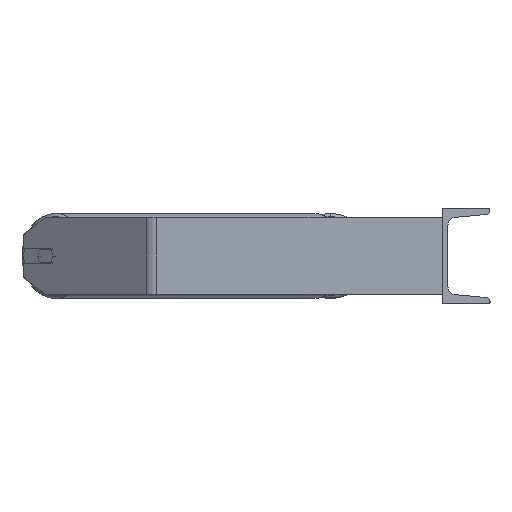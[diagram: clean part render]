
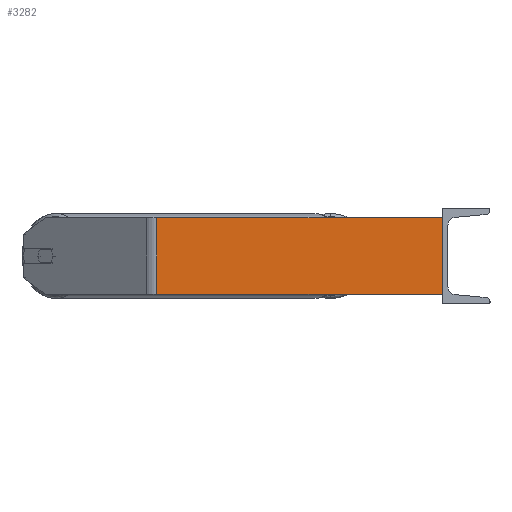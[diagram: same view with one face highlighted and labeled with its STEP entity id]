
A CAD part, left-side view. The second image highlights one B-rep face of the part: STEP entity #3282.
In plain terms, the highlighted planar face has unit normal (-1, 0, 0).
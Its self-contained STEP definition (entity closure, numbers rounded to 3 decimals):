
#26 = CARTESIAN_POINT ( 'NONE',  ( -685., 0., -40. ) ) ;
#316 = LINE ( 'NONE', #3823, #1167 ) ;
#603 = VECTOR ( 'NONE', #6177, 1000. ) ;
#710 = VERTEX_POINT ( 'NONE', #26 ) ;
#799 = DIRECTION ( 'NONE',  ( 0., 0., -1. ) ) ;
#1118 = CARTESIAN_POINT ( 'NONE',  ( -685., 0., 40. ) ) ;
#1167 = VECTOR ( 'NONE', #3087, 1000. ) ;
#1186 = CARTESIAN_POINT ( 'NONE',  ( -685., 304.465, 40. ) ) ;
#1266 = VERTEX_POINT ( 'NONE', #3601 ) ;
#1359 = ORIENTED_EDGE ( 'NONE', *, *, #4376, .F. ) ;
#1484 = EDGE_CURVE ( 'NONE', #7089, #1266, #316, .T. ) ;
#1524 = CARTESIAN_POINT ( 'NONE',  ( -685., 0., 40. ) ) ;
#1721 = DIRECTION ( 'NONE',  ( 0., -1., 0. ) ) ;
#2499 = EDGE_CURVE ( 'NONE', #6251, #710, #2839, .T. ) ;
#2839 = LINE ( 'NONE', #1524, #5386 ) ;
#3087 = DIRECTION ( 'NONE',  ( 0., 0., -1. ) ) ;
#3282 = ADVANCED_FACE ( 'NONE', ( #8958 ), #4089, .F. ) ;
#3412 = CARTESIAN_POINT ( 'NONE',  ( -685., 304.465, -40. ) ) ;
#3499 = DIRECTION ( 'NONE',  ( 0., 1., 0. ) ) ;
#3601 = CARTESIAN_POINT ( 'NONE',  ( -685., 298.642, -40. ) ) ;
#3823 = CARTESIAN_POINT ( 'NONE',  ( -685., 298.642, 40. ) ) ;
#4089 = PLANE ( 'NONE',  #5543 ) ;
#4376 = EDGE_CURVE ( 'NONE', #7089, #6251, #8730, .T. ) ;
#4776 = ORIENTED_EDGE ( 'NONE', *, *, #2499, .F. ) ;
#5386 = VECTOR ( 'NONE', #799, 1000. ) ;
#5543 = AXIS2_PLACEMENT_3D ( 'NONE', #8318, #6861, #3499 ) ;
#6133 = LINE ( 'NONE', #3412, #603 ) ;
#6177 = DIRECTION ( 'NONE',  ( 0., -1., 0. ) ) ;
#6251 = VERTEX_POINT ( 'NONE', #1118 ) ;
#6850 = EDGE_LOOP ( 'NONE', ( #8789, #4776, #1359, #7785 ) ) ;
#6861 = DIRECTION ( 'NONE',  ( 1., 0., 0. ) ) ;
#7089 = VERTEX_POINT ( 'NONE', #8369 ) ;
#7092 = EDGE_CURVE ( 'NONE', #1266, #710, #6133, .T. ) ;
#7785 = ORIENTED_EDGE ( 'NONE', *, *, #1484, .T. ) ;
#8318 = CARTESIAN_POINT ( 'NONE',  ( -685., 304.465, 40. ) ) ;
#8331 = VECTOR ( 'NONE', #1721, 1000. ) ;
#8369 = CARTESIAN_POINT ( 'NONE',  ( -685., 298.642, 40. ) ) ;
#8730 = LINE ( 'NONE', #1186, #8331 ) ;
#8789 = ORIENTED_EDGE ( 'NONE', *, *, #7092, .T. ) ;
#8958 = FACE_OUTER_BOUND ( 'NONE', #6850, .T. ) ;
